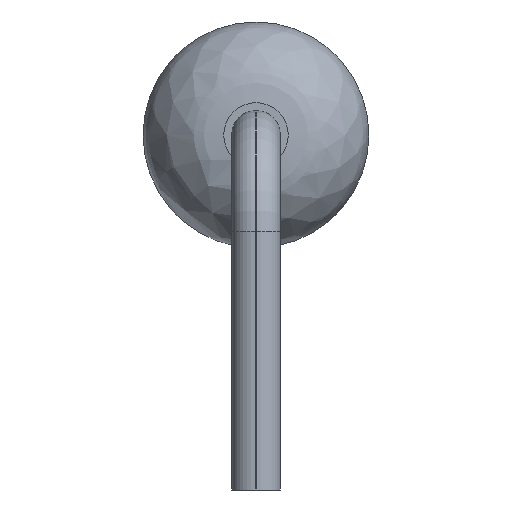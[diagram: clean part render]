
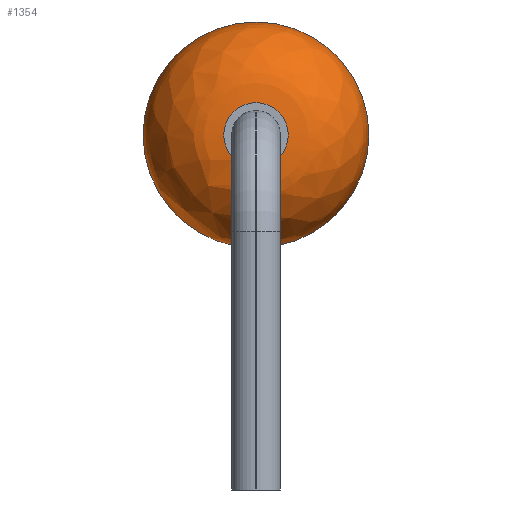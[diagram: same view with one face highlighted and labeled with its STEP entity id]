
A CAD part, left-side view. The second image highlights one B-rep face of the part: STEP entity #1354.
In plain terms, the highlighted free-form (B-spline) face has degree [2, 2] with [3, 9] control points.
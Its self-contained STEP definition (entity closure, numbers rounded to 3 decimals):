
#52=(
BOUNDED_SURFACE()
B_SPLINE_SURFACE(2,2,((#2624,#2625,#2626,#2627,#2628,#2629,#2630,#2631,
#2632),(#2633,#2634,#2635,#2636,#2637,#2638,#2639,#2640,#2641),(#2642,#2643,
#2644,#2645,#2646,#2647,#2648,#2649,#2650)),.UNSPECIFIED.,.F.,.T.,.F.)
B_SPLINE_SURFACE_WITH_KNOTS((3,3),(3,2,2,2,3),(0.,1.571),
(-3.142,-1.571,0.,1.571,3.142),
 .UNSPECIFIED.)
GEOMETRIC_REPRESENTATION_ITEM()
RATIONAL_B_SPLINE_SURFACE(((1.,0.707,1.,0.707,1.,
0.707,1.,0.707,1.),(0.707,0.5,
0.707,0.5,0.707,0.5,
0.707,0.5,0.707),(1.,0.707,
1.,0.707,1.,0.707,1.,0.707,1.)))
REPRESENTATION_ITEM('')
SURFACE()
);
#216=CIRCLE('',#1731,1.4);
#217=CIRCLE('',#1732,1.4);
#218=CIRCLE('',#1733,1.);
#219=CIRCLE('',#1734,0.4);
#220=CIRCLE('',#1735,0.4);
#315=FACE_OUTER_BOUND('',#398,.T.);
#398=EDGE_LOOP('',(#1163,#1164,#1165,#1166,#1167,#1168));
#666=VERTEX_POINT('',#2619);
#667=VERTEX_POINT('',#2621);
#668=VERTEX_POINT('',#2651);
#669=VERTEX_POINT('',#2653);
#840=EDGE_CURVE('',#666,#667,#216,.T.);
#841=EDGE_CURVE('',#667,#666,#217,.T.);
#842=EDGE_CURVE('',#666,#668,#218,.T.);
#843=EDGE_CURVE('',#668,#669,#219,.T.);
#844=EDGE_CURVE('',#669,#668,#220,.T.);
#1163=ORIENTED_EDGE('',*,*,#841,.F.);
#1164=ORIENTED_EDGE('',*,*,#840,.F.);
#1165=ORIENTED_EDGE('',*,*,#842,.T.);
#1166=ORIENTED_EDGE('',*,*,#843,.T.);
#1167=ORIENTED_EDGE('',*,*,#844,.T.);
#1168=ORIENTED_EDGE('',*,*,#842,.F.);
#1354=ADVANCED_FACE('',(#315),#52,.F.);
#1731=AXIS2_PLACEMENT_3D('',#2622,#2136,#2137);
#1732=AXIS2_PLACEMENT_3D('',#2623,#2138,#2139);
#1733=AXIS2_PLACEMENT_3D('',#2652,#2140,#2141);
#1734=AXIS2_PLACEMENT_3D('',#2654,#2142,#2143);
#1735=AXIS2_PLACEMENT_3D('',#2655,#2144,#2145);
#2136=DIRECTION('center_axis',(1.,0.,0.));
#2137=DIRECTION('ref_axis',(0.,0.,1.));
#2138=DIRECTION('center_axis',(1.,0.,0.));
#2139=DIRECTION('ref_axis',(0.,0.,1.));
#2140=DIRECTION('center_axis',(0.,1.,0.));
#2141=DIRECTION('ref_axis',(0.,0.,
-1.));
#2142=DIRECTION('center_axis',(1.,0.,0.));
#2143=DIRECTION('ref_axis',(0.,0.,1.));
#2144=DIRECTION('center_axis',(1.,0.,0.));
#2145=DIRECTION('ref_axis',(0.,0.,1.));
#2619=CARTESIAN_POINT('',(-2.9,0.,-1.4));
#2621=CARTESIAN_POINT('',(-2.9,0.,1.4));
#2622=CARTESIAN_POINT('Origin',(-2.9,0.,0.));
#2623=CARTESIAN_POINT('Origin',(-2.9,0.,0.));
#2624=CARTESIAN_POINT('Ctrl Pts',(-2.9,0.,
-1.4));
#2625=CARTESIAN_POINT('Ctrl Pts',(-2.9,-1.4,-1.4));
#2626=CARTESIAN_POINT('Ctrl Pts',(-2.9,-1.4,0.));
#2627=CARTESIAN_POINT('Ctrl Pts',(-2.9,-1.4,1.4));
#2628=CARTESIAN_POINT('Ctrl Pts',(-2.9,0.,1.4));
#2629=CARTESIAN_POINT('Ctrl Pts',(-2.9,1.4,1.4));
#2630=CARTESIAN_POINT('Ctrl Pts',(-2.9,1.4,0.));
#2631=CARTESIAN_POINT('Ctrl Pts',(-2.9,1.4,-1.4));
#2632=CARTESIAN_POINT('Ctrl Pts',(-2.9,0.,
-1.4));
#2633=CARTESIAN_POINT('Ctrl Pts',(-3.9,0.,-1.4));
#2634=CARTESIAN_POINT('Ctrl Pts',(-3.9,-1.4,-1.4));
#2635=CARTESIAN_POINT('Ctrl Pts',(-3.9,-1.4,0.));
#2636=CARTESIAN_POINT('Ctrl Pts',(-3.9,-1.4,1.4));
#2637=CARTESIAN_POINT('Ctrl Pts',(-3.9,0.,
1.4));
#2638=CARTESIAN_POINT('Ctrl Pts',(-3.9,1.4,1.4));
#2639=CARTESIAN_POINT('Ctrl Pts',(-3.9,1.4,0.));
#2640=CARTESIAN_POINT('Ctrl Pts',(-3.9,1.4,-1.4));
#2641=CARTESIAN_POINT('Ctrl Pts',(-3.9,0.,-1.4));
#2642=CARTESIAN_POINT('Ctrl Pts',(-3.9,0.,-0.4));
#2643=CARTESIAN_POINT('Ctrl Pts',(-3.9,-0.4,-0.4));
#2644=CARTESIAN_POINT('Ctrl Pts',(-3.9,-0.4,0.));
#2645=CARTESIAN_POINT('Ctrl Pts',(-3.9,-0.4,0.4));
#2646=CARTESIAN_POINT('Ctrl Pts',(-3.9,0.,0.4));
#2647=CARTESIAN_POINT('Ctrl Pts',(-3.9,0.4,0.4));
#2648=CARTESIAN_POINT('Ctrl Pts',(-3.9,0.4,0.));
#2649=CARTESIAN_POINT('Ctrl Pts',(-3.9,0.4,-0.4));
#2650=CARTESIAN_POINT('Ctrl Pts',(-3.9,0.,-0.4));
#2651=CARTESIAN_POINT('',(-3.9,0.,-0.4));
#2652=CARTESIAN_POINT('Origin',(-2.9,0.,-0.4));
#2653=CARTESIAN_POINT('',(-3.9,0.,0.4));
#2654=CARTESIAN_POINT('Origin',(-3.9,0.,0.));
#2655=CARTESIAN_POINT('Origin',(-3.9,0.,0.));
